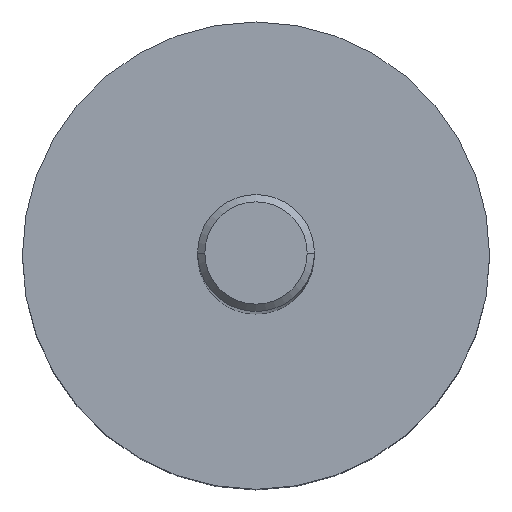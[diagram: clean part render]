
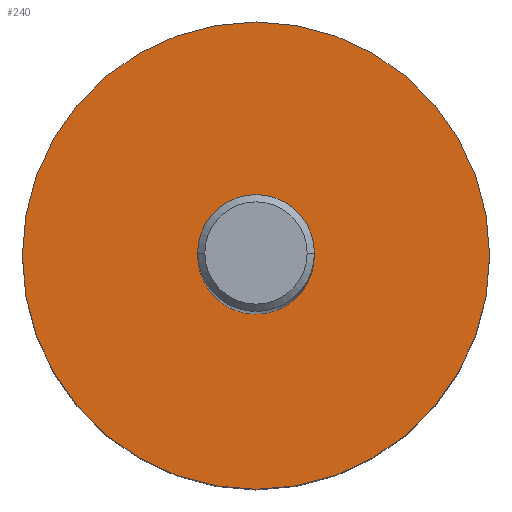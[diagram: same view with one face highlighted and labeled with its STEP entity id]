
A CAD part, top view. The second image highlights one B-rep face of the part: STEP entity #240.
In plain terms, the highlighted planar face has unit normal (0, 0, 1).
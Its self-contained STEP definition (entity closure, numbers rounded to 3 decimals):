
#77 = VERTEX_POINT ( 'NONE', #344 ) ;
#79 = EDGE_CURVE ( 'NONE', #249, #77, #343, .T. ) ;
#85 = ORIENTED_EDGE ( 'NONE', *, *, #79, .F. ) ;
#89 = EDGE_LOOP ( 'NONE', ( #119, #121 ) ) ;
#95 = EDGE_CURVE ( 'NONE', #96, #196, #423, .T. ) ;
#96 = VERTEX_POINT ( 'NONE', #411 ) ;
#119 = ORIENTED_EDGE ( 'NONE', *, *, #120, .T. ) ;
#120 = EDGE_CURVE ( 'NONE', #196, #96, #273, .T. ) ;
#121 = ORIENTED_EDGE ( 'NONE', *, *, #95, .T. ) ;
#196 = VERTEX_POINT ( 'NONE', #557 ) ;
#235 = EDGE_LOOP ( 'NONE', ( #236, #85 ) ) ;
#236 = ORIENTED_EDGE ( 'NONE', *, *, #237, .F. ) ;
#237 = EDGE_CURVE ( 'NONE', #77, #249, #724, .T. ) ;
#240 = ADVANCED_FACE ( 'NONE', ( #723, #722 ), #689, .T. ) ;
#249 = VERTEX_POINT ( 'NONE', #664 ) ;
#265 = DIRECTION ( 'NONE',  ( 1., 0., 0. ) ) ;
#266 = DIRECTION ( 'NONE',  ( 0., 0., 1. ) ) ;
#267 = CARTESIAN_POINT ( 'NONE',  ( 0., 0., 26. ) ) ;
#268 = AXIS2_PLACEMENT_3D ( 'NONE', #267, #266, #265 ) ;
#273 = CIRCLE ( 'NONE', #268, 16. ) ;
#339 = DIRECTION ( 'NONE',  ( 1., 0., 0. ) ) ;
#340 = DIRECTION ( 'NONE',  ( 0., 0., 1. ) ) ;
#341 = CARTESIAN_POINT ( 'NONE',  ( 0., 0., 26. ) ) ;
#342 = AXIS2_PLACEMENT_3D ( 'NONE', #341, #340, #339 ) ;
#343 = CIRCLE ( 'NONE', #342, 4. ) ;
#344 = CARTESIAN_POINT ( 'NONE',  ( -4., 0., 26. ) ) ;
#411 = CARTESIAN_POINT ( 'NONE',  ( 16., 0., 26. ) ) ;
#412 = DIRECTION ( 'NONE',  ( 1., 0., 0. ) ) ;
#417 = DIRECTION ( 'NONE',  ( 0., 0., 1. ) ) ;
#418 = CARTESIAN_POINT ( 'NONE',  ( 0., 0., 26. ) ) ;
#419 = AXIS2_PLACEMENT_3D ( 'NONE', #418, #417, #412 ) ;
#423 = CIRCLE ( 'NONE', #419, 16. ) ;
#557 = CARTESIAN_POINT ( 'NONE',  ( -16., 0., 26. ) ) ;
#664 = CARTESIAN_POINT ( 'NONE',  ( 4., 0., 26. ) ) ;
#677 = DIRECTION ( 'NONE',  ( 1., 0., 0. ) ) ;
#678 = DIRECTION ( 'NONE',  ( 0., 0., 1. ) ) ;
#687 = CARTESIAN_POINT ( 'NONE',  ( 0., 0., 26. ) ) ;
#688 = AXIS2_PLACEMENT_3D ( 'NONE', #687, #678, #677 ) ;
#689 = PLANE ( 'NONE',  #688 ) ;
#700 = CARTESIAN_POINT ( 'NONE',  ( 0., 0., 26. ) ) ;
#720 = DIRECTION ( 'NONE',  ( 1., 0., 0. ) ) ;
#721 = DIRECTION ( 'NONE',  ( 0., 0., 1. ) ) ;
#722 = FACE_BOUND ( 'NONE', #235, .T. ) ;
#723 = FACE_OUTER_BOUND ( 'NONE', #89, .T. ) ;
#724 = CIRCLE ( 'NONE', #728, 4. ) ;
#728 = AXIS2_PLACEMENT_3D ( 'NONE', #700, #721, #720 ) ;
